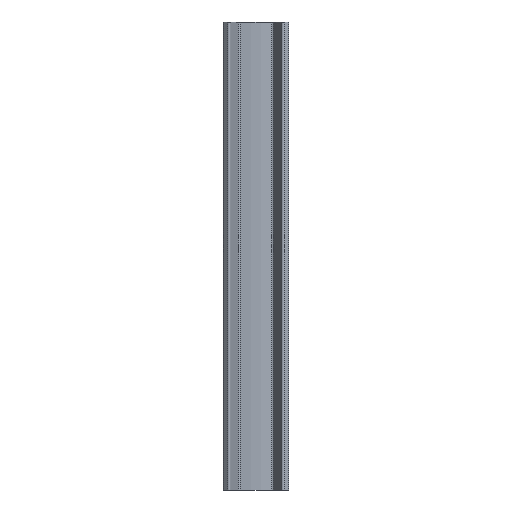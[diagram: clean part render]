
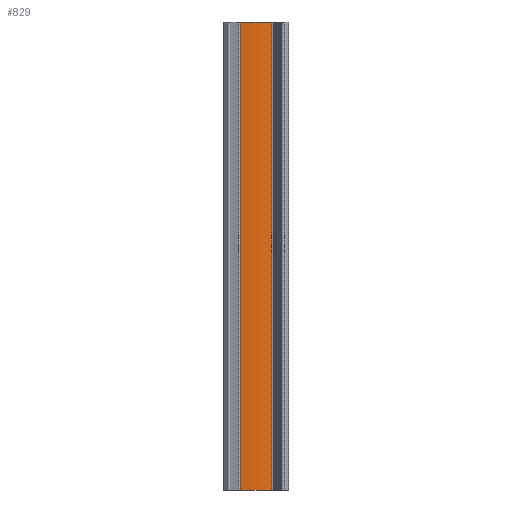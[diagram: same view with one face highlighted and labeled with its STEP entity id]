
A CAD part, front view. The second image highlights one B-rep face of the part: STEP entity #829.
In plain terms, the highlighted cylindrical face has radius 12 mm (diameter 24 mm), a partial arc.
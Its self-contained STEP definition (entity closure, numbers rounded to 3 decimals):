
#14 = EDGE_CURVE ( 'NONE', #167, #741, #839, .T. ) ;
#21 = CIRCLE ( 'NONE', #941, 12. ) ;
#34 = LINE ( 'NONE', #838, #55 ) ;
#55 = VECTOR ( 'NONE', #189, 1000. ) ;
#69 = CARTESIAN_POINT ( 'NONE',  ( 1.685, -0.881, 25. ) ) ;
#90 = DIRECTION ( 'NONE',  ( 0., 0., -1. ) ) ;
#101 = ORIENTED_EDGE ( 'NONE', *, *, #438, .T. ) ;
#167 = VERTEX_POINT ( 'NONE', #69 ) ;
#173 = CARTESIAN_POINT ( 'NONE',  ( 1.685, -0.881, 25. ) ) ;
#176 = AXIS2_PLACEMENT_3D ( 'NONE', #726, #511, #875 ) ;
#189 = DIRECTION ( 'NONE',  ( 0., 0., -1. ) ) ;
#210 = AXIS2_PLACEMENT_3D ( 'NONE', #735, #90, #397 ) ;
#220 = VERTEX_POINT ( 'NONE', #315 ) ;
#288 = DIRECTION ( 'NONE',  ( 1., 0., 0. ) ) ;
#315 = CARTESIAN_POINT ( 'NONE',  ( -1.685, -0.881, -25. ) ) ;
#355 = ORIENTED_EDGE ( 'NONE', *, *, #574, .T. ) ;
#397 = DIRECTION ( 'NONE',  ( -1., 0., 0. ) ) ;
#431 = CARTESIAN_POINT ( 'NONE',  ( 1.685, -0.881, -25. ) ) ;
#438 = EDGE_CURVE ( 'NONE', #220, #741, #862, .T. ) ;
#462 = EDGE_CURVE ( 'NONE', #601, #167, #21, .T. ) ;
#473 = DIRECTION ( 'NONE',  ( 0., 0., -1. ) ) ;
#510 = CYLINDRICAL_SURFACE ( 'NONE', #210, 12. ) ;
#511 = DIRECTION ( 'NONE',  ( 0., 0., 1. ) ) ;
#526 = FACE_OUTER_BOUND ( 'NONE', #786, .T. ) ;
#550 = ORIENTED_EDGE ( 'NONE', *, *, #462, .F. ) ;
#574 = EDGE_CURVE ( 'NONE', #601, #220, #34, .T. ) ;
#601 = VERTEX_POINT ( 'NONE', #926 ) ;
#626 = VECTOR ( 'NONE', #473, 1000. ) ;
#712 = DIRECTION ( 'NONE',  ( 0., 0., 1. ) ) ;
#726 = CARTESIAN_POINT ( 'NONE',  ( 0., 11., -25. ) ) ;
#735 = CARTESIAN_POINT ( 'NONE',  ( 0., 11., 25. ) ) ;
#741 = VERTEX_POINT ( 'NONE', #431 ) ;
#786 = EDGE_LOOP ( 'NONE', ( #101, #853, #550, #355 ) ) ;
#796 = CARTESIAN_POINT ( 'NONE',  ( 0., 11., 25. ) ) ;
#829 = ADVANCED_FACE ( 'NONE', ( #526 ), #510, .T. ) ;
#838 = CARTESIAN_POINT ( 'NONE',  ( -1.685, -0.881, 25. ) ) ;
#839 = LINE ( 'NONE', #173, #626 ) ;
#853 = ORIENTED_EDGE ( 'NONE', *, *, #14, .F. ) ;
#862 = CIRCLE ( 'NONE', #176, 12. ) ;
#875 = DIRECTION ( 'NONE',  ( 1., 0., 0. ) ) ;
#926 = CARTESIAN_POINT ( 'NONE',  ( -1.685, -0.881, 25. ) ) ;
#941 = AXIS2_PLACEMENT_3D ( 'NONE', #796, #712, #288 ) ;
